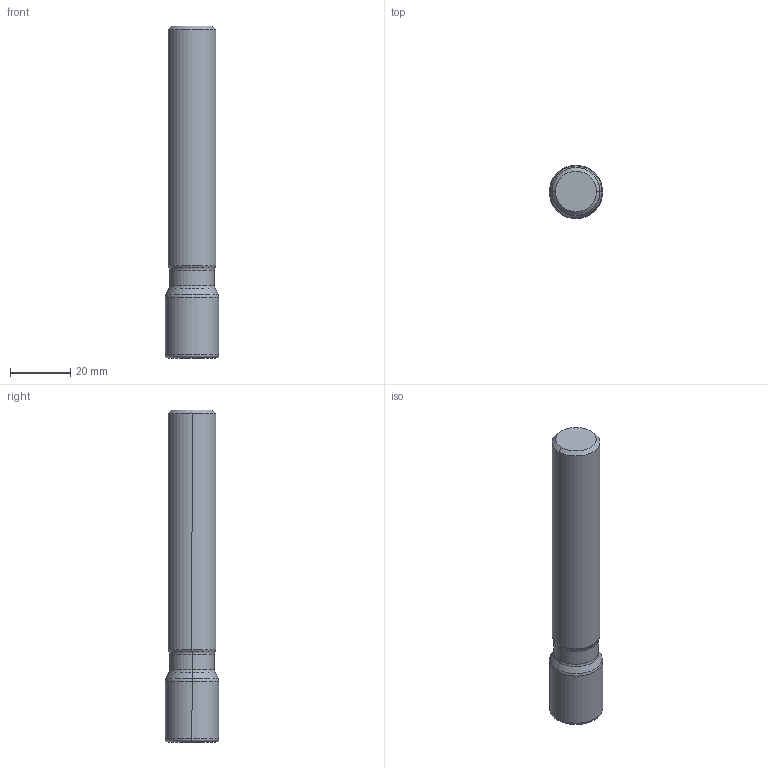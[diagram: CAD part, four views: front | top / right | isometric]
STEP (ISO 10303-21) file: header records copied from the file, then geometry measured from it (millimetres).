
FILE_DESCRIPTION(/* description */ (''),/* implementation_level */ '2;1');
FILE_NAME(/* name */ 'VPX200UR1203FA10S_IR0_031.stp',/* time_stamp */ '2025-07-08T15:38:26+09:00',/* author */ (''),/* organization */ (''),/* preprocessor_version */ 'ST-DEVELOPER v18.101',/* originating_system */ 'SIEMENS PLM Software NX 2011',/* authorisation */ '');
FILE_SCHEMA (('AUTOMOTIVE_DESIGN { 1 0 10303 214 3 1 1 1 }'));
Length unit declared in the file: millimetre
Products named in the file (1): VPX200UR1203FA10S_IR0_031_ASM
Bounding box: 17.65 x 17.65 x 109.92 mm (x, y, z)
Volume: 22532.1 mm3; surface area: 5982.4 mm2
Topology: 1 solids, 1 shells, 29 faces, 94 edges, 83 vertices
Faces by surface type: torus 12, cone 8, cylinder 6, plane 3
Entity records: 1513 total; most frequent: CARTESIAN_POINT 318, DIRECTION 231, ORIENTED_EDGE 160, AXIS2_PLACEMENT_3D 108, EDGE_CURVE 80, CIRCLE 71, VERTEX_POINT 54, PRESENTATION_STYLE_ASSIGNMENT 52
